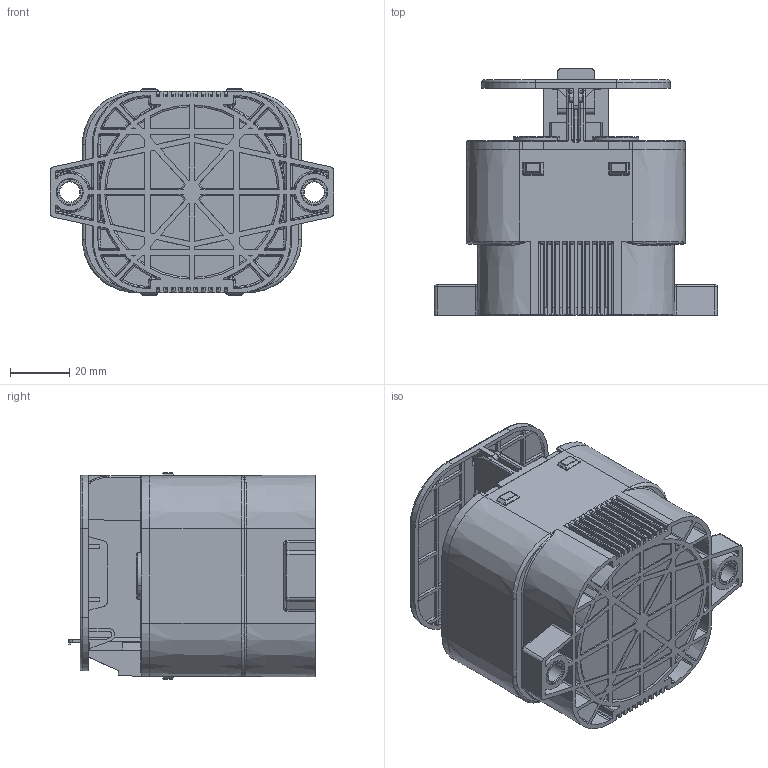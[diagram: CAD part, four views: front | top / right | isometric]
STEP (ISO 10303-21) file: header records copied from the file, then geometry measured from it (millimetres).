
FILE_DESCRIPTION (( 'STEP AP214' ), '1' );
FILE_NAME ('GTM400 072324.STEP', '2024-07-23T22:41:45', ( '' ), ( '' ), 'SwSTEP 2.0', 'SolidWorks 2022', '' );
FILE_SCHEMA (( 'AUTOMOTIVE_DESIGN' ));
Length unit declared in the file: inch
Products named in the file (7): 3898_REV4_G005-3102-1; 3532_REV4_-1 female studs; 3401_REV8; GTM400 072324; 3400_REV10_3400-1; 3400_REV10_; 3486_REV8
Assembly tree (8 placements, depth 3):
  GTM400 072324
    3400_REV10_3400-1
      3400_REV10_
      3898_REV4_G005-3102-1  x2
    3401_REV8
    3532_REV4_-1 female studs  x2
    3486_REV8
Bounding box: 95.45 x 83.11 x 69.47 mm (x, y, z)
Volume: 70727.9 mm3; surface area: 87096.7 mm2
Topology: 7 solids, 7 shells, 3409 faces, 8781 edges, 5273 vertices
Faces by surface type: plane 1333, cylinder 963, bspline 416, torus 320, sphere 217, cone 160
Entity records: 110335 total; most frequent: CARTESIAN_POINT 33003, ORIENTED_EDGE 16908, DIRECTION 15312, EDGE_CURVE 8454, AXIS2_PLACEMENT_3D 5424, VERTEX_POINT 5198, LINE 4464, VECTOR 4464
